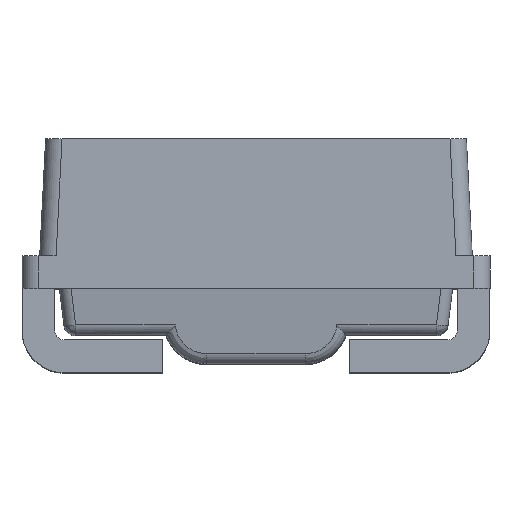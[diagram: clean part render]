
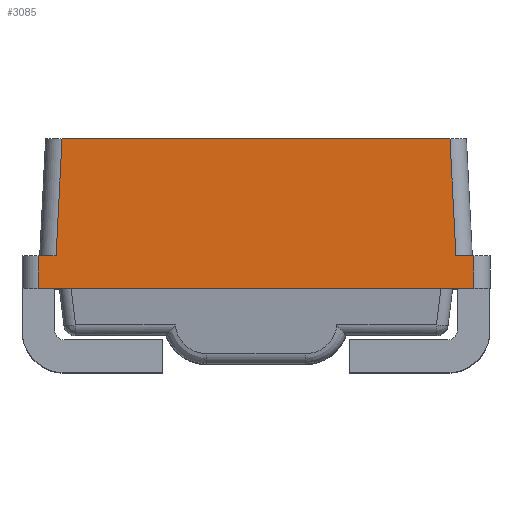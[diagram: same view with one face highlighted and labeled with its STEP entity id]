
A CAD part, top view. The second image highlights one B-rep face of the part: STEP entity #3085.
In plain terms, the highlighted planar face has unit normal (0, 0, 1).
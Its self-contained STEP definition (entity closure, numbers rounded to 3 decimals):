
#2 = CARTESIAN_POINT ( 'NONE',  ( -0.93, 0.5, 1. ) ) ;
#46 = CARTESIAN_POINT ( 'NONE',  ( 0.93, 0.5, 1. ) ) ;
#92 = LINE ( 'NONE', #878, #2728 ) ;
#135 = VECTOR ( 'NONE', #1137, 1000. ) ;
#175 = EDGE_LOOP ( 'NONE', ( #904, #1255, #1879, #908, #1066, #2320, #3285, #3280 ) ) ;
#184 = DIRECTION ( 'NONE',  ( 0., 0., -1. ) ) ;
#223 = VERTEX_POINT ( 'NONE', #1123 ) ;
#233 = EDGE_CURVE ( 'NONE', #1644, #979, #618, .T. ) ;
#252 = VECTOR ( 'NONE', #613, 1000. ) ;
#311 = DIRECTION ( 'NONE',  ( 0.051, 0.999, 0. ) ) ;
#342 = LINE ( 'NONE', #3259, #2629 ) ;
#409 = VERTEX_POINT ( 'NONE', #2121 ) ;
#427 = CARTESIAN_POINT ( 'NONE',  ( -0.854, 0.5, 1. ) ) ;
#447 = VERTEX_POINT ( 'NONE', #1083 ) ;
#500 = CARTESIAN_POINT ( 'NONE',  ( 0.829, 1., 1. ) ) ;
#506 = CARTESIAN_POINT ( 'NONE',  ( -1., 0.5, 1. ) ) ;
#518 = VECTOR ( 'NONE', #3490, 1000. ) ;
#567 = CARTESIAN_POINT ( 'NONE',  ( 0.899, 1., 1. ) ) ;
#606 = EDGE_CURVE ( 'NONE', #223, #2895, #92, .T. ) ;
#613 = DIRECTION ( 'NONE',  ( 0., 1., 0. ) ) ;
#618 = LINE ( 'NONE', #920, #3131 ) ;
#652 = EDGE_CURVE ( 'NONE', #1644, #3201, #342, .T. ) ;
#758 = PLANE ( 'NONE',  #3125 ) ;
#844 = LINE ( 'NONE', #937, #252 ) ;
#878 = CARTESIAN_POINT ( 'NONE',  ( -1., 0.36, 1. ) ) ;
#904 = ORIENTED_EDGE ( 'NONE', *, *, #2921, .F. ) ;
#908 = ORIENTED_EDGE ( 'NONE', *, *, #3156, .T. ) ;
#920 = CARTESIAN_POINT ( 'NONE',  ( -1., 0.5, 1. ) ) ;
#937 = CARTESIAN_POINT ( 'NONE',  ( -0.93, 0.5, 1. ) ) ;
#979 = VERTEX_POINT ( 'NONE', #2 ) ;
#1066 = ORIENTED_EDGE ( 'NONE', *, *, #2092, .F. ) ;
#1078 = LINE ( 'NONE', #506, #1272 ) ;
#1083 = CARTESIAN_POINT ( 'NONE',  ( 0.854, 0.5, 1. ) ) ;
#1123 = CARTESIAN_POINT ( 'NONE',  ( -0.93, 0.36, 1. ) ) ;
#1137 = DIRECTION ( 'NONE',  ( 0., -1., 0. ) ) ;
#1255 = ORIENTED_EDGE ( 'NONE', *, *, #606, .T. ) ;
#1272 = VECTOR ( 'NONE', #1595, 1000. ) ;
#1559 = VERTEX_POINT ( 'NONE', #500 ) ;
#1595 = DIRECTION ( 'NONE',  ( -1., 0., 0. ) ) ;
#1644 = VERTEX_POINT ( 'NONE', #427 ) ;
#1685 = EDGE_CURVE ( 'NONE', #3201, #1559, #2998, .T. ) ;
#1760 = DIRECTION ( 'NONE',  ( -1., 0., 0. ) ) ;
#1879 = ORIENTED_EDGE ( 'NONE', *, *, #2247, .F. ) ;
#2092 = EDGE_CURVE ( 'NONE', #1559, #447, #3168, .T. ) ;
#2121 = CARTESIAN_POINT ( 'NONE',  ( 0.93, 0.5, 1. ) ) ;
#2136 = CARTESIAN_POINT ( 'NONE',  ( 0.93, 0.36, 1. ) ) ;
#2210 = DIRECTION ( 'NONE',  ( 1., 0., 0. ) ) ;
#2247 = EDGE_CURVE ( 'NONE', #409, #2895, #2474, .T. ) ;
#2320 = ORIENTED_EDGE ( 'NONE', *, *, #1685, .F. ) ;
#2360 = CARTESIAN_POINT ( 'NONE',  ( 0.829, 1., 1. ) ) ;
#2368 = CARTESIAN_POINT ( 'NONE',  ( -0.829, 1., 1. ) ) ;
#2389 = VECTOR ( 'NONE', #2954, 1000. ) ;
#2473 = DIRECTION ( 'NONE',  ( -1., 0., 0. ) ) ;
#2474 = LINE ( 'NONE', #46, #135 ) ;
#2629 = VECTOR ( 'NONE', #311, 1000. ) ;
#2728 = VECTOR ( 'NONE', #2210, 1000. ) ;
#2895 = VERTEX_POINT ( 'NONE', #2136 ) ;
#2897 = CARTESIAN_POINT ( 'NONE',  ( 0., 0.5, 1. ) ) ;
#2921 = EDGE_CURVE ( 'NONE', #223, #979, #844, .T. ) ;
#2954 = DIRECTION ( 'NONE',  ( 0.051, -0.999, 0. ) ) ;
#2998 = LINE ( 'NONE', #567, #518 ) ;
#3085 = ADVANCED_FACE ( 'NONE', ( #3143 ), #758, .F. ) ;
#3125 = AXIS2_PLACEMENT_3D ( 'NONE', #2897, #184, #1760 ) ;
#3131 = VECTOR ( 'NONE', #2473, 1000. ) ;
#3143 = FACE_OUTER_BOUND ( 'NONE', #175, .T. ) ;
#3156 = EDGE_CURVE ( 'NONE', #409, #447, #1078, .T. ) ;
#3168 = LINE ( 'NONE', #2360, #2389 ) ;
#3201 = VERTEX_POINT ( 'NONE', #2368 ) ;
#3259 = CARTESIAN_POINT ( 'NONE',  ( -0.854, 0.5, 1. ) ) ;
#3280 = ORIENTED_EDGE ( 'NONE', *, *, #233, .T. ) ;
#3285 = ORIENTED_EDGE ( 'NONE', *, *, #652, .F. ) ;
#3490 = DIRECTION ( 'NONE',  ( 1., 0., 0. ) ) ;
